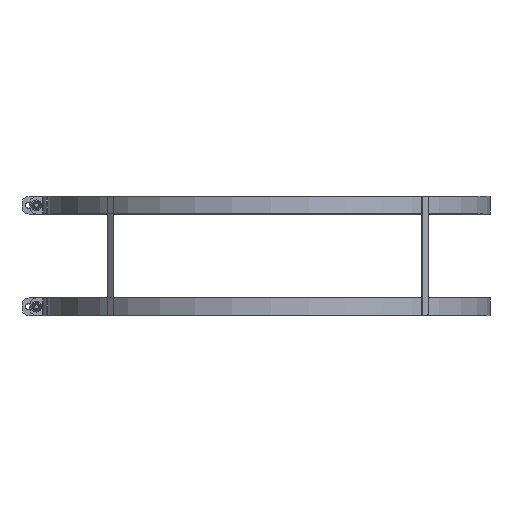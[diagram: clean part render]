
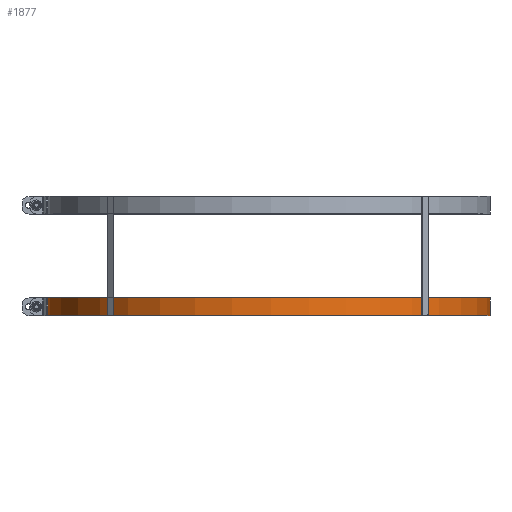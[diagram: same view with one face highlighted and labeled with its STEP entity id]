
A CAD part, top view. The second image highlights one B-rep face of the part: STEP entity #1877.
In plain terms, the highlighted cylindrical face has radius 251.8 mm (diameter 503.6 mm), a partial arc.
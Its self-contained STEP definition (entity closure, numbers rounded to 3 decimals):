
#134=CYLINDRICAL_SURFACE('',#2079,251.8);
#183=FACE_OUTER_BOUND('',#303,.T.);
#303=EDGE_LOOP('',(#1267,#1268,#1269,#1270));
#436=LINE('',#2978,#580);
#439=LINE('',#2987,#583);
#580=VECTOR('',#2334,10.);
#583=VECTOR('',#2345,10.);
#721=CIRCLE('',#2072,251.8);
#723=CIRCLE('',#2076,251.8);
#831=VERTEX_POINT('',#2968);
#832=VERTEX_POINT('',#2970);
#834=VERTEX_POINT('',#2976);
#836=VERTEX_POINT('',#2982);
#990=EDGE_CURVE('',#831,#832,#721,.T.);
#994=EDGE_CURVE('',#834,#831,#436,.T.);
#997=EDGE_CURVE('',#834,#836,#723,.T.);
#999=EDGE_CURVE('',#836,#832,#439,.T.);
#1267=ORIENTED_EDGE('',*,*,#999,.T.);
#1268=ORIENTED_EDGE('',*,*,#990,.F.);
#1269=ORIENTED_EDGE('',*,*,#994,.F.);
#1270=ORIENTED_EDGE('',*,*,#997,.T.);
#1877=ADVANCED_FACE('',(#183),#134,.T.);
#2072=AXIS2_PLACEMENT_3D('',#2971,#2327,#2328);
#2076=AXIS2_PLACEMENT_3D('',#2984,#2340,#2341);
#2079=AXIS2_PLACEMENT_3D('',#2989,#2348,#2349);
#2327=DIRECTION('center_axis',(0.,1.,0.));
#2328=DIRECTION('ref_axis',(-1.,0.,0.024));
#2334=DIRECTION('',(0.,1.,0.));
#2340=DIRECTION('center_axis',(0.,1.,0.));
#2341=DIRECTION('ref_axis',(-1.,0.,0.024));
#2345=DIRECTION('',(0.,1.,0.));
#2348=DIRECTION('center_axis',(0.,1.,0.));
#2349=DIRECTION('ref_axis',(-1.,0.,0.024));
#2968=CARTESIAN_POINT('',(-251.728,10.,6.019));
#2970=CARTESIAN_POINT('',(-251.728,10.,-6.019));
#2971=CARTESIAN_POINT('Origin',(0.,10.,0.));
#2976=CARTESIAN_POINT('',(-251.728,-10.,6.019));
#2978=CARTESIAN_POINT('',(-251.728,-10.,6.019));
#2982=CARTESIAN_POINT('',(-251.728,-10.,-6.019));
#2984=CARTESIAN_POINT('Origin',(0.,-10.,0.));
#2987=CARTESIAN_POINT('',(-251.728,-10.,-6.019));
#2989=CARTESIAN_POINT('Origin',(0.,0.,0.));
